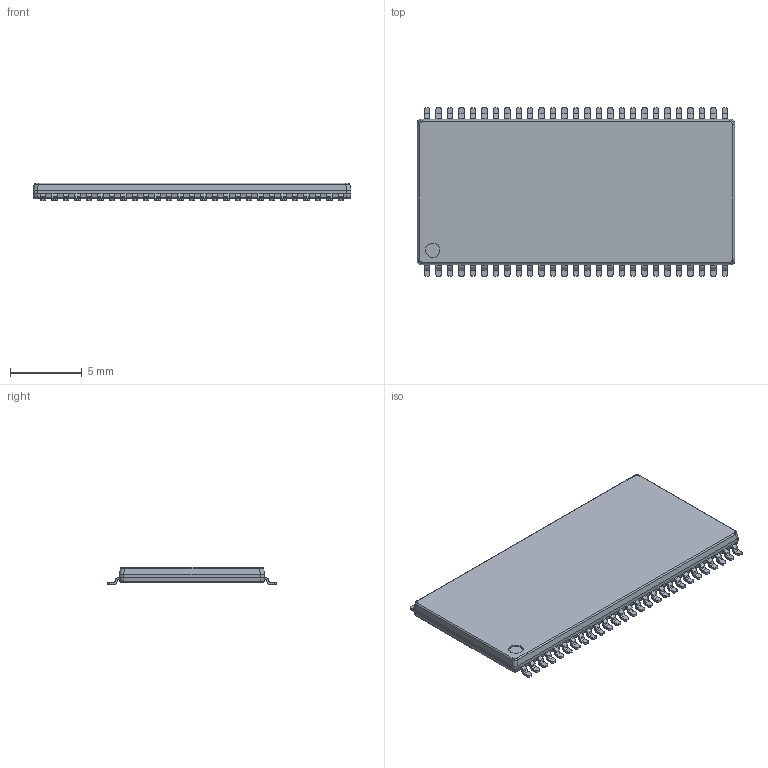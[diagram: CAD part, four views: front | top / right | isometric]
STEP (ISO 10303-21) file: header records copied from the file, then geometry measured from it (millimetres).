
FILE_DESCRIPTION (( 'STEP AP214' ), '1' );
FILE_NAME ('User Library-TSOPII-54.STEP', '2022-03-06T08:35:59', ( '' ), ( '' ), 'SwSTEP 2.0', 'SolidWorks 2021', '' );
FILE_SCHEMA (( 'AUTOMOTIVE_DESIGN' ));
Length unit declared in the file: millimetre
Products named in the file (1): User Library-TSOPII-54
Bounding box: 22.22 x 11.76 x 1.25 mm (x, y, z)
Volume: 248.9 mm3; surface area: 566.5 mm2
Topology: 1 solids, 1 shells, 859 faces, 2444 edges, 1588 vertices
Faces by surface type: plane 501, cylinder 346, bspline 12
Entity records: 37429 total; most frequent: CARTESIAN_POINT 5192, ORIENTED_EDGE 4888, DIRECTION 4764, EDGE_CURVE 2444, VECTOR 1724, LINE 1724, VERTEX_POINT 1588, AXIS2_PLACEMENT_3D 1520
